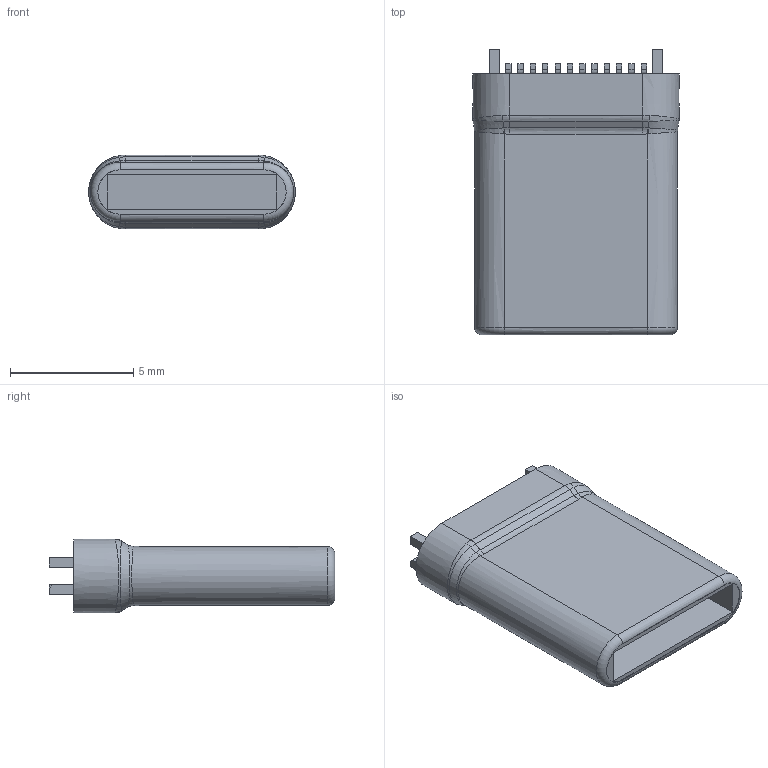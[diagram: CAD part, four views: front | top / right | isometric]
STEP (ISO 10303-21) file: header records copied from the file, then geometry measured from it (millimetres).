
FILE_DESCRIPTION((''),'2;1');
FILE_NAME('TYPE-C-31-G-01','2021-10-11T',('Administrator'),(''),'CREO PARAMETRIC BY PTC INC, 2018070','CREO PARAMETRIC BY PTC INC, 2018070','');
FILE_SCHEMA(('AUTOMOTIVE_DESIGN { 1 0 10303 214 1 1 1 1 }'));
Products named in the file (1): TYPE-C-31-G-01
Bounding box: 8.4 x 11.61 x 3 mm (x, y, z)
Surface area: 449.8 mm2 (no closed solid volume)
Topology: 0 solids, 0 shells, 678 faces, 3844 edges, 3844 vertices
Faces by surface type: bspline 676, torus 2
Entity records: 60193 total; most frequent: CARTESIAN_POINT 16333, DIRECTION 5632, TRIMMED_CURVE 5270, VECTOR 4912, LINE 4912, DEFINITIONAL_REPRESENTATION 3844, PCURVE 3844, COMPOSITE_CURVE_SEGMENT 3844
